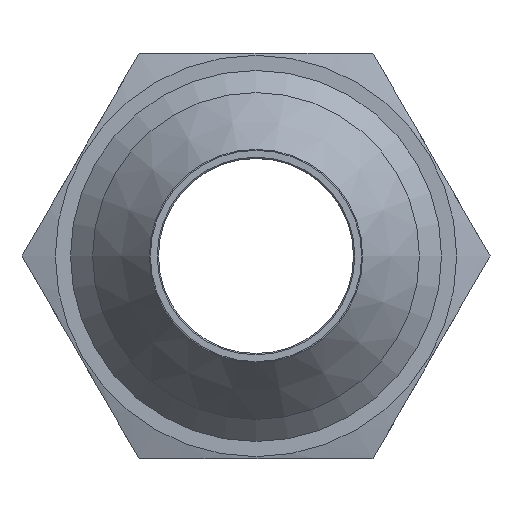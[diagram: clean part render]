
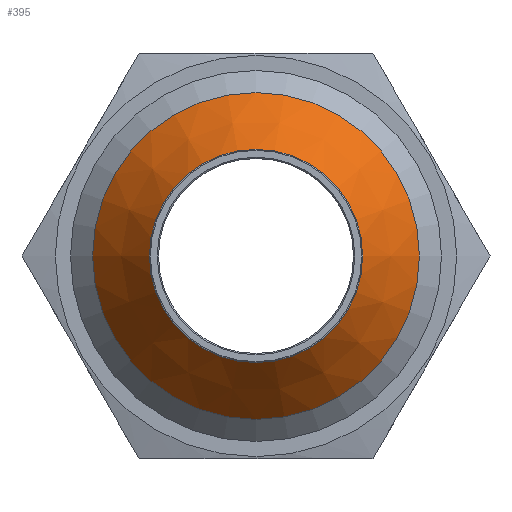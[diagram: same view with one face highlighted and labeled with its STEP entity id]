
A CAD part, left-side view. The second image highlights one B-rep face of the part: STEP entity #395.
In plain terms, the highlighted conical face has half-angle 37 degrees and reference radius 6.864 mm.
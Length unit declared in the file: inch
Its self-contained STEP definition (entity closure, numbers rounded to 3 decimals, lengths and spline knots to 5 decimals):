
#69=FACE_BOUND('',#137,.T.);
#96=FACE_OUTER_BOUND('',#136,.T.);
#136=EDGE_LOOP('',(#304));
#137=EDGE_LOOP('',(#305));
#190=CIRCLE('',#438,0.21375);
#192=CIRCLE('',#441,0.3275);
#216=VERTEX_POINT('',#632);
#218=VERTEX_POINT('',#637);
#254=EDGE_CURVE('',#216,#216,#190,.T.);
#256=EDGE_CURVE('',#218,#218,#192,.T.);
#304=ORIENTED_EDGE('',*,*,#256,.T.);
#305=ORIENTED_EDGE('',*,*,#254,.F.);
#380=CONICAL_SURFACE('',#440,0.27025,37.);
#395=ADVANCED_FACE('',(#96,#69),#380,.T.);
#438=AXIS2_PLACEMENT_3D('',#633,#514,#515);
#440=AXIS2_PLACEMENT_3D('',#636,#518,#519);
#441=AXIS2_PLACEMENT_3D('',#638,#520,#521);
#514=DIRECTION('center_axis',(-1.,0.,0.));
#515=DIRECTION('ref_axis',(0.,-1.,0.));
#518=DIRECTION('center_axis',(1.,0.,0.));
#519=DIRECTION('ref_axis',(0.,1.,0.));
#520=DIRECTION('center_axis',(-1.,0.,0.));
#521=DIRECTION('ref_axis',(0.,1.,0.));
#632=CARTESIAN_POINT('',(0.001,0.21375,0.));
#633=CARTESIAN_POINT('Origin',(0.001,0.,
0.));
#636=CARTESIAN_POINT('Origin',(0.07597,0.,
0.));
#637=CARTESIAN_POINT('',(0.15195,0.3275,0.));
#638=CARTESIAN_POINT('Origin',(0.15195,0.,0.));
